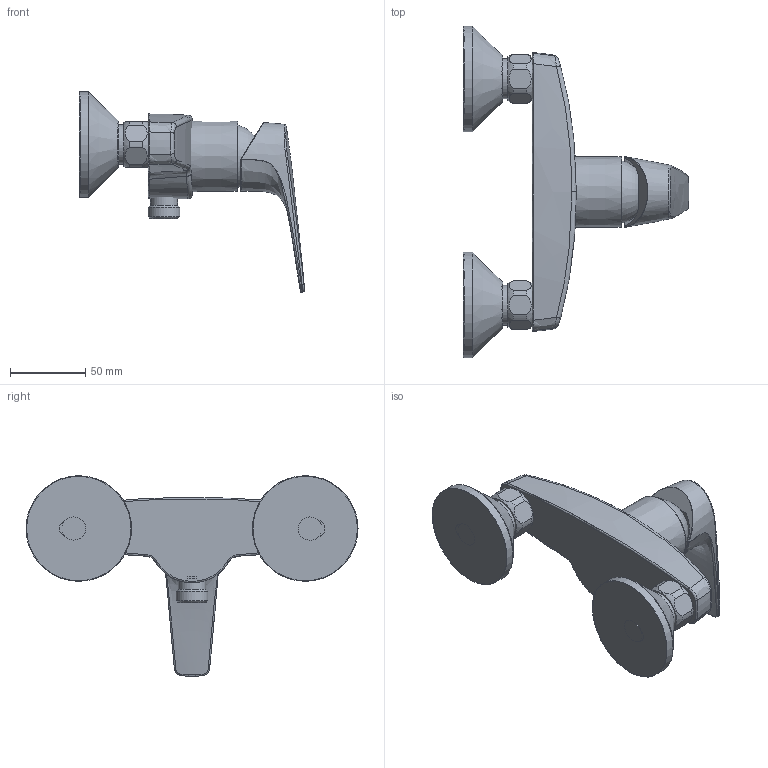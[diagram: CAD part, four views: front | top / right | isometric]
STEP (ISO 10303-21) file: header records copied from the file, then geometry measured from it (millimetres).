
FILE_DESCRIPTION(/* description */ ('Unknown'),/* implementation_level */ '2;1');
FILE_NAME(/* name */ '23755000',/* time_stamp */ '2022-09-09T12:58:06+02:00',/* author */ ('Unknown'),/* organization */ ('GROHE AG'),/* preprocessor_version */ 'ST-DEVELOPER v16.7',/* originating_system */ 'DEX',/* authorisation */ $);
FILE_SCHEMA (('AUTOMOTIVE_DESIGN {1 0 10303 214 3 1 1}'));
Length unit declared in the file: millimetre
Products named in the file (11): 23755000; 23755000_0; 23755000_1; 23755000_2; 23755000_3; 23755000_4; 23755000_5; 23755000_6; 23755000_7; 23755000_8
Assembly tree (10 placements, depth 2):
  23755000
    23755000
    23755000_0
    23755000_1
    23755000_2
    23755000_3
    23755000_4
    23755000_5
    23755000_6
    23755000_7
    23755000_8
Bounding box: 149.3 x 220 x 132.91 mm (x, y, z)
Volume: 446115.1 mm3; surface area: 109548.5 mm2
Topology: 10 solids, 13 shells, 161 faces, 347 edges, 212 vertices
Faces by surface type: bspline 64, plane 35, cylinder 31, cone 16, torus 14, sphere 1
Full cylindrical faces by diameter (mm): 13.5 x1, 15 x1, 15.3 x2, 18 x1, 20.96 x1, 21 x1, 23 x2, 26.44 x2, 28 x2, 69.2 x2, 70 x2
Entity records: 8544 total; most frequent: CARTESIAN_POINT 5034, ORIENTED_EDGE 590, DIRECTION 429, EDGE_CURVE 295, EDGE_LOOP 208, FACE_BOUND 208, AXIS2_PLACEMENT_3D 202, VERTEX_POINT 201
